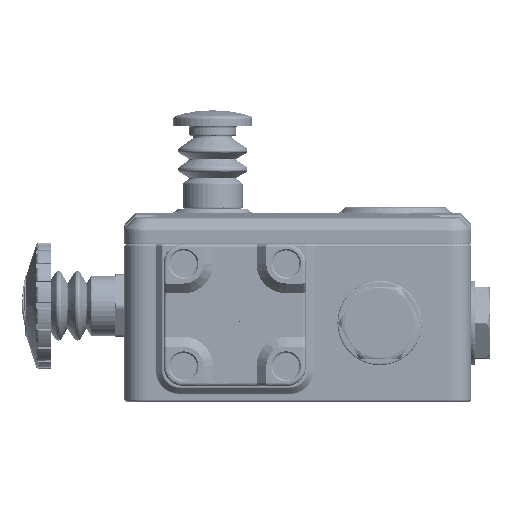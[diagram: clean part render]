
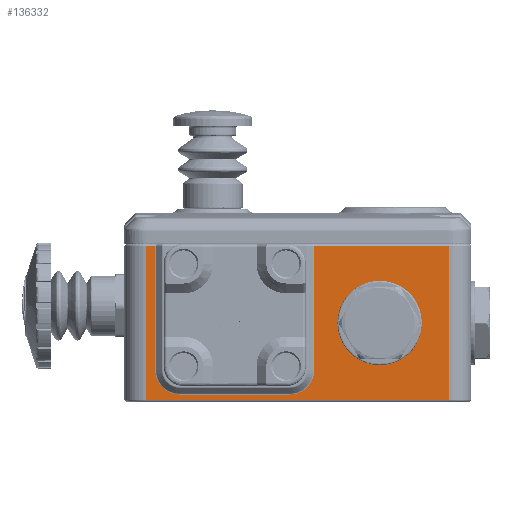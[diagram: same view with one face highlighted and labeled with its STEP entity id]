
A CAD part, left-side view. The second image highlights one B-rep face of the part: STEP entity #136332.
In plain terms, the highlighted planar face has unit normal (-1, 0, 0).
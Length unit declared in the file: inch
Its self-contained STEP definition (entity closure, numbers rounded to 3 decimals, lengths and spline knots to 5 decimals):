
#1744 = EDGE_CURVE ( 'NONE', #118799, #104972, #102170, .T. ) ;
#1746 = CARTESIAN_POINT ( 'NONE',  ( -3.93701, 1.94094, -1.96035 ) ) ;
#9515 = EDGE_CURVE ( 'NONE', #104972, #81328, #79725, .T. ) ;
#11876 = CARTESIAN_POINT ( 'NONE',  ( -3.93701, 0., -4.05512 ) ) ;
#14005 = LINE ( 'NONE', #114345, #51802 ) ;
#14534 = CARTESIAN_POINT ( 'NONE',  ( -3.93701, 0.02756, -4.33071 ) ) ;
#20273 = DIRECTION ( 'NONE',  ( -1., 0., 0. ) ) ;
#20421 = VECTOR ( 'NONE', #77849, 39.37008 ) ;
#22163 = PLANE ( 'NONE',  #146063 ) ;
#22935 = VECTOR ( 'NONE', #117381, 39.37008 ) ;
#24425 = EDGE_CURVE ( 'NONE', #147289, #76204, #105060, .T. ) ;
#24780 = ORIENTED_EDGE ( 'NONE', *, *, #53769, .F. ) ;
#28385 = VECTOR ( 'NONE', #111387, 39.37008 ) ;
#32997 = CARTESIAN_POINT ( 'NONE',  ( -3.93701, 0.55118, -1.14173 ) ) ;
#34375 = ORIENTED_EDGE ( 'NONE', *, *, #42421, .F. ) ;
#34895 = EDGE_LOOP ( 'NONE', ( #42249, #141369, #85588, #154841, #34375, #120372, #146974, #93729, #137484, #94485 ) ) ;
#35061 = CARTESIAN_POINT ( 'NONE',  ( -3.93701, 0.98425, -1.14173 ) ) ;
#35204 = DIRECTION ( 'NONE',  ( 0., -1., 0. ) ) ;
#36407 = VECTOR ( 'NONE', #80279, 39.37008 ) ;
#39643 = CARTESIAN_POINT ( 'NONE',  ( -3.93701, 0.09027, 0. ) ) ;
#41200 = DIRECTION ( 'NONE',  ( 0., 1., 0. ) ) ;
#41469 = VERTEX_POINT ( 'NONE', #130980 ) ;
#42249 = ORIENTED_EDGE ( 'NONE', *, *, #74934, .F. ) ;
#42337 = EDGE_CURVE ( 'NONE', #68239, #137198, #51517, .T. ) ;
#42421 = EDGE_CURVE ( 'NONE', #81328, #147289, #118083, .T. ) ;
#45093 = EDGE_CURVE ( 'NONE', #41469, #51480, #14005, .T. ) ;
#46087 = CIRCLE ( 'NONE', #132724, 0.30343 ) ;
#46285 = CARTESIAN_POINT ( 'NONE',  ( -3.93701, 0.3937, -2.26378 ) ) ;
#49168 = CARTESIAN_POINT ( 'NONE',  ( -3.93701, 0., -3.94516 ) ) ;
#51480 = VERTEX_POINT ( 'NONE', #99623 ) ;
#51517 = LINE ( 'NONE', #14534, #20421 ) ;
#51802 = VECTOR ( 'NONE', #113519, 39.37008 ) ;
#52025 = CARTESIAN_POINT ( 'NONE',  ( -3.93701, 0.02756, -0.27559 ) ) ;
#53244 = LINE ( 'NONE', #63184, #119745 ) ;
#53769 = EDGE_CURVE ( 'NONE', #103660, #57075, #149932, .T. ) ;
#55982 = AXIS2_PLACEMENT_3D ( 'NONE', #46285, #74272, #71796 ) ;
#57075 = VERTEX_POINT ( 'NONE', #32997 ) ;
#57199 = CARTESIAN_POINT ( 'NONE',  ( -3.93701, 0., -1.96035 ) ) ;
#59087 = LINE ( 'NONE', #49168, #65727 ) ;
#63184 = CARTESIAN_POINT ( 'NONE',  ( -3.93701, 0., -0.27559 ) ) ;
#64302 = CARTESIAN_POINT ( 'NONE',  ( -3.93701, 0.3937, -3.64173 ) ) ;
#65676 = CARTESIAN_POINT ( 'NONE',  ( -3.93701, 0.98425, -1.14173 ) ) ;
#65727 = VECTOR ( 'NONE', #35204, 39.37008 ) ;
#68239 = VERTEX_POINT ( 'NONE', #52025 ) ;
#69927 = CARTESIAN_POINT ( 'NONE',  ( -3.93701, 0.3937, -3.94516 ) ) ;
#69947 = ORIENTED_EDGE ( 'NONE', *, *, #94077, .F. ) ;
#70475 = DIRECTION ( 'NONE',  ( 0., -1., 0. ) ) ;
#70713 = DIRECTION ( 'NONE',  ( 0., 0., 1. ) ) ;
#71796 = DIRECTION ( 'NONE',  ( 0., 0., 1. ) ) ;
#71949 = CARTESIAN_POINT ( 'NONE',  ( -3.93701, 1.41732, -1.14173 ) ) ;
#74272 = DIRECTION ( 'NONE',  ( -1., 0., 0. ) ) ;
#74320 = VERTEX_POINT ( 'NONE', #69927 ) ;
#74934 = EDGE_CURVE ( 'NONE', #137198, #41469, #124500, .T. ) ;
#76204 = VERTEX_POINT ( 'NONE', #108577 ) ;
#77496 = DIRECTION ( 'NONE',  ( 0., 0., 1. ) ) ;
#77849 = DIRECTION ( 'NONE',  ( 0., 0., -1. ) ) ;
#79112 = AXIS2_PLACEMENT_3D ( 'NONE', #35061, #20273, #95953 ) ;
#79725 = CIRCLE ( 'NONE', #55982, 0.30343 ) ;
#80279 = DIRECTION ( 'NONE',  ( 0., 1., 0. ) ) ;
#81328 = VERTEX_POINT ( 'NONE', #107310 ) ;
#81997 = CARTESIAN_POINT ( 'NONE',  ( -3.93701, 1.94094, 0. ) ) ;
#85588 = ORIENTED_EDGE ( 'NONE', *, *, #133331, .F. ) ;
#93729 = ORIENTED_EDGE ( 'NONE', *, *, #162231, .F. ) ;
#94077 = EDGE_CURVE ( 'NONE', #57075, #103660, #148898, .T. ) ;
#94485 = ORIENTED_EDGE ( 'NONE', *, *, #45093, .F. ) ;
#95278 = EDGE_LOOP ( 'NONE', ( #24780, #69947 ) ) ;
#95953 = DIRECTION ( 'NONE',  ( 0., -1., 0. ) ) ;
#99623 = CARTESIAN_POINT ( 'NONE',  ( -3.93701, 1.94094, -3.94516 ) ) ;
#100194 = EDGE_CURVE ( 'NONE', #51480, #74320, #59087, .T. ) ;
#102170 = LINE ( 'NONE', #39643, #162433 ) ;
#103660 = VERTEX_POINT ( 'NONE', #71949 ) ;
#103751 = DIRECTION ( 'NONE',  ( -1., 0., 0. ) ) ;
#104972 = VERTEX_POINT ( 'NONE', #112684 ) ;
#105060 = LINE ( 'NONE', #81997, #22935 ) ;
#107310 = CARTESIAN_POINT ( 'NONE',  ( -3.93701, 0.3937, -1.96035 ) ) ;
#108577 = CARTESIAN_POINT ( 'NONE',  ( -3.93701, 1.94094, -0.27559 ) ) ;
#109135 = DIRECTION ( 'NONE',  ( -1., 0., 0. ) ) ;
#111387 = DIRECTION ( 'NONE',  ( 0., 1., 0. ) ) ;
#112684 = CARTESIAN_POINT ( 'NONE',  ( -3.93701, 0.09027, -2.26378 ) ) ;
#113519 = DIRECTION ( 'NONE',  ( 0., 0., 1. ) ) ;
#114345 = CARTESIAN_POINT ( 'NONE',  ( -3.93701, 1.94094, 0. ) ) ;
#115775 = DIRECTION ( 'NONE',  ( 0., -1., 0. ) ) ;
#117381 = DIRECTION ( 'NONE',  ( 0., 0., 1. ) ) ;
#118083 = LINE ( 'NONE', #57199, #36407 ) ;
#118799 = VERTEX_POINT ( 'NONE', #131870 ) ;
#119745 = VECTOR ( 'NONE', #115775, 39.37008 ) ;
#120372 = ORIENTED_EDGE ( 'NONE', *, *, #9515, .F. ) ;
#123303 = FACE_OUTER_BOUND ( 'NONE', #34895, .T. ) ;
#124500 = LINE ( 'NONE', #11876, #28385 ) ;
#130980 = CARTESIAN_POINT ( 'NONE',  ( -3.93701, 1.94094, -4.05512 ) ) ;
#131870 = CARTESIAN_POINT ( 'NONE',  ( -3.93701, 0.09027, -3.64173 ) ) ;
#132724 = AXIS2_PLACEMENT_3D ( 'NONE', #64302, #103751, #41200 ) ;
#133331 = EDGE_CURVE ( 'NONE', #76204, #68239, #53244, .T. ) ;
#136332 = ADVANCED_FACE ( 'NONE', ( #147952, #123303 ), #22163, .F. ) ;
#137198 = VERTEX_POINT ( 'NONE', #143157 ) ;
#137484 = ORIENTED_EDGE ( 'NONE', *, *, #100194, .F. ) ;
#141369 = ORIENTED_EDGE ( 'NONE', *, *, #42337, .F. ) ;
#143157 = CARTESIAN_POINT ( 'NONE',  ( -3.93701, 0.02756, -4.05512 ) ) ;
#143636 = AXIS2_PLACEMENT_3D ( 'NONE', #65676, #109135, #70475 ) ;
#146063 = AXIS2_PLACEMENT_3D ( 'NONE', #147135, #146307, #70713 ) ;
#146307 = DIRECTION ( 'NONE',  ( 1., 0., 0. ) ) ;
#146974 = ORIENTED_EDGE ( 'NONE', *, *, #1744, .F. ) ;
#147135 = CARTESIAN_POINT ( 'NONE',  ( -3.93701, 0., 0. ) ) ;
#147289 = VERTEX_POINT ( 'NONE', #1746 ) ;
#147952 = FACE_BOUND ( 'NONE', #95278, .T. ) ;
#148898 = CIRCLE ( 'NONE', #143636, 0.43307 ) ;
#149932 = CIRCLE ( 'NONE', #79112, 0.43307 ) ;
#154841 = ORIENTED_EDGE ( 'NONE', *, *, #24425, .F. ) ;
#162231 = EDGE_CURVE ( 'NONE', #74320, #118799, #46087, .T. ) ;
#162433 = VECTOR ( 'NONE', #77496, 39.37008 ) ;
